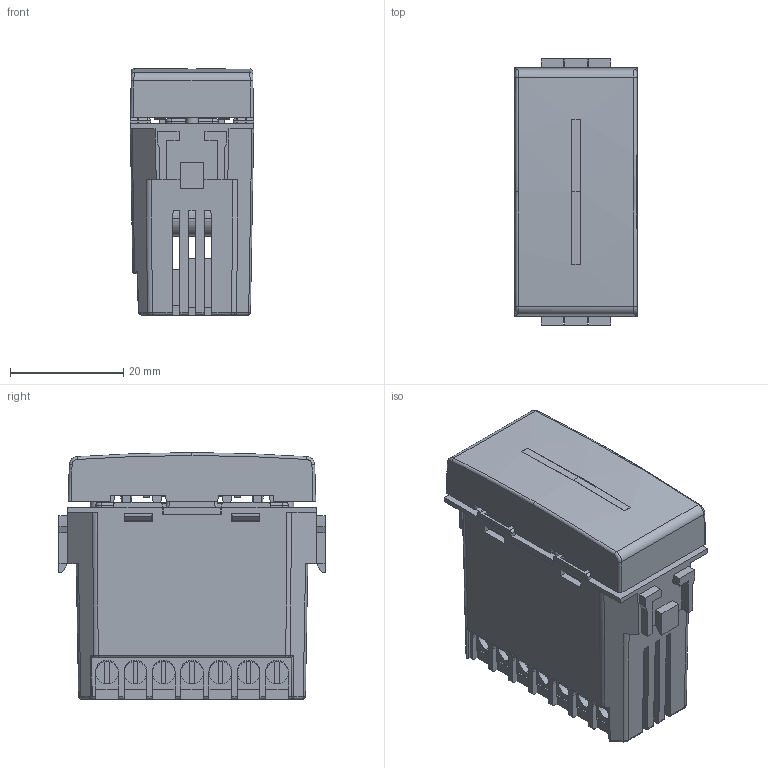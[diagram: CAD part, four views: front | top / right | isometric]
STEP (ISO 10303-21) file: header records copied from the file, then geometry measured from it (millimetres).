
FILE_DESCRIPTION (( 'STEP AP203' ), '1' );
FILE_NAME ('4BCU1S-LIGHT.STEP', '2024-02-14T09:43:45', ( '' ), ( '' ), 'SwSTEP 2.0', 'SolidWorks 2020', '' );
FILE_SCHEMA (( 'CONFIG_CONTROL_DESIGN' ));
Length unit declared in the file: millimetre
Products named in the file (10): _________a^4BOX-SWITCH+WIFI-PCB____-20221013_4BCU1SM-N(2)_4BCU1SM-N; PCB-A^4BOX-SWITCH+WIFI-PCB____-20221013_4BCU1SM-N(2)_4BCU1SM-N; 4BCU1S-LIGHT; 4BOX-WIFI________-LIGHT-20221110____^4BCU1SM-N(2)_4BCU1SM-N; 4BOX-WIFI________-P-20221116^4BCU1SM-N(2)_4BCU1SM-N; 4BOX-WIFI________-L-________-20221110^4BCU1SM-N(2)_4BCU1SM-N; 4BOX-WIFI________-20221015^4BCU1SM-N(2)_4BCU1SM-N; 4BOX-WIFI________-20221111____^4BCU1SM-N(2)_4BCU1SM-N; PCB-B^4BOX-SWITCH+WIFI-PCB____-20221013_4BCU1SM-N(2)_4BCU1SM-N; 4BOX-SWITCH+WIFI-PCB____-20221013^4BCU1SM-N(2)_4BCU1SM-N
Assembly tree (9 placements, depth 3):
  4BCU1S-LIGHT
    4BOX-SWITCH+WIFI-PCB____-20221013^4BCU1SM-N(2)_4BCU1SM-N
      PCB-A^4BOX-SWITCH+WIFI-PCB____-20221013_4BCU1SM-N(2)_4BCU1SM-N
      PCB-B^4BOX-SWITCH+WIFI-PCB____-20221013_4BCU1SM-N(2)_4BCU1SM-N
      _________a^4BOX-SWITCH+WIFI-PCB____-20221013_4BCU1SM-N(2)_4BCU1SM-N
    4BOX-WIFI________-20221111____^4BCU1SM-N(2)_4BCU1SM-N
    4BOX-WIFI________-20221015^4BCU1SM-N(2)_4BCU1SM-N
    4BOX-WIFI________-P-20221116^4BCU1SM-N(2)_4BCU1SM-N
    4BOX-WIFI________-LIGHT-20221110____^4BCU1SM-N(2)_4BCU1SM-N
    4BOX-WIFI________-L-________-20221110^4BCU1SM-N(2)_4BCU1SM-N
Bounding box: 21.8 x 47 x 43.5 mm (x, y, z)
Volume: 19758.4 mm3; surface area: 26817 mm2
Topology: 8 solids, 8 shells, 1890 faces, 5419 edges, 3550 vertices
Faces by surface type: plane 1423, cylinder 359, bspline 74, torus 12, cone 12, sphere 10
Entity records: 65198 total; most frequent: CARTESIAN_POINT 15457, ORIENTED_EDGE 10814, DIRECTION 9178, EDGE_CURVE 5407, VECTOR 4384, LINE 4384, VERTEX_POINT 3550, AXIS2_PLACEMENT_3D 2397
